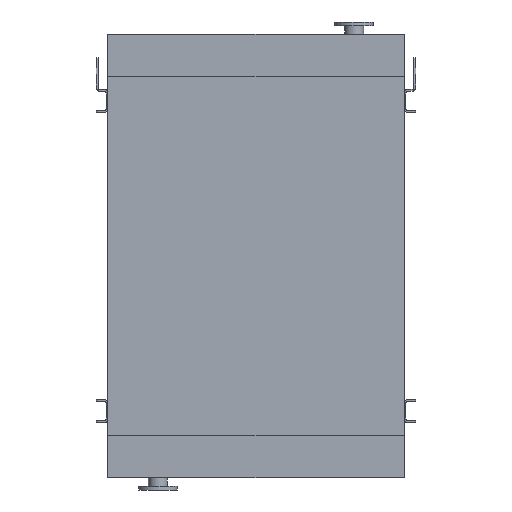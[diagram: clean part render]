
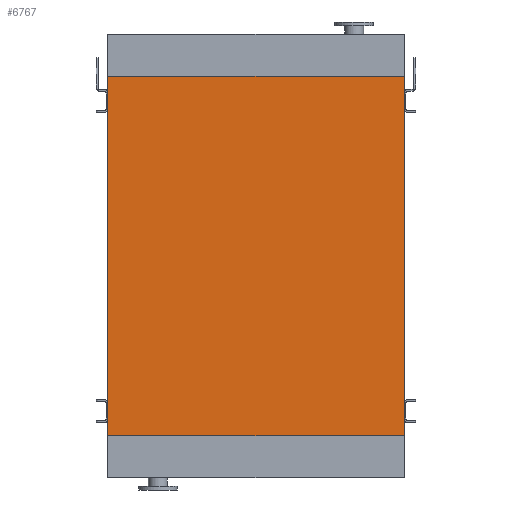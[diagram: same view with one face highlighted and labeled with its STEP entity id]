
A CAD part, front view. The second image highlights one B-rep face of the part: STEP entity #6767.
In plain terms, the highlighted planar face has unit normal (0, -1, 0).
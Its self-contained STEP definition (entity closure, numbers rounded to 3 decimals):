
#847 = LINE ( 'NONE', #1730, #4076 ) ;
#889 = LINE ( 'NONE', #14885, #6963 ) ;
#897 = VERTEX_POINT ( 'NONE', #6233 ) ;
#1730 = CARTESIAN_POINT ( 'NONE',  ( 845., 0., -2050. ) ) ;
#1826 = CARTESIAN_POINT ( 'NONE',  ( -845., 0., -2050. ) ) ;
#2061 = DIRECTION ( 'NONE',  ( 0., 0., 1. ) ) ;
#2290 = EDGE_CURVE ( 'NONE', #8811, #12595, #889, .T. ) ;
#2551 = ORIENTED_EDGE ( 'NONE', *, *, #6454, .F. ) ;
#2788 = DIRECTION ( 'NONE',  ( 1., 0., 0. ) ) ;
#3323 = DIRECTION ( 'NONE',  ( 0., 0., 1. ) ) ;
#3495 = ORIENTED_EDGE ( 'NONE', *, *, #2290, .T. ) ;
#3646 = AXIS2_PLACEMENT_3D ( 'NONE', #1826, #15300, #8015 ) ;
#3874 = VECTOR ( 'NONE', #10857, 1000. ) ;
#4076 = VECTOR ( 'NONE', #3323, 1000. ) ;
#4139 = EDGE_LOOP ( 'NONE', ( #2551, #10118, #3495, #9048 ) ) ;
#4591 = CARTESIAN_POINT ( 'NONE',  ( -845., 0., 0. ) ) ;
#4843 = LINE ( 'NONE', #8099, #10926 ) ;
#6093 = CARTESIAN_POINT ( 'NONE',  ( 845., 0., -2050. ) ) ;
#6233 = CARTESIAN_POINT ( 'NONE',  ( -845., 0., 0. ) ) ;
#6454 = EDGE_CURVE ( 'NONE', #897, #9716, #7106, .T. ) ;
#6767 = ADVANCED_FACE ( 'NONE', ( #9737 ), #6803, .T. ) ;
#6803 = PLANE ( 'NONE',  #3646 ) ;
#6963 = VECTOR ( 'NONE', #2788, 1000. ) ;
#7106 = LINE ( 'NONE', #4591, #3874 ) ;
#7746 = CARTESIAN_POINT ( 'NONE',  ( -845., 0., -2050. ) ) ;
#8015 = DIRECTION ( 'NONE',  ( 0., 0., -1. ) ) ;
#8099 = CARTESIAN_POINT ( 'NONE',  ( -845., 0., -2050. ) ) ;
#8811 = VERTEX_POINT ( 'NONE', #7746 ) ;
#9048 = ORIENTED_EDGE ( 'NONE', *, *, #13953, .T. ) ;
#9716 = VERTEX_POINT ( 'NONE', #15587 ) ;
#9737 = FACE_OUTER_BOUND ( 'NONE', #4139, .T. ) ;
#10118 = ORIENTED_EDGE ( 'NONE', *, *, #13888, .F. ) ;
#10857 = DIRECTION ( 'NONE',  ( 1., 0., 0. ) ) ;
#10926 = VECTOR ( 'NONE', #2061, 1000. ) ;
#12595 = VERTEX_POINT ( 'NONE', #6093 ) ;
#13888 = EDGE_CURVE ( 'NONE', #8811, #897, #4843, .T. ) ;
#13953 = EDGE_CURVE ( 'NONE', #12595, #9716, #847, .T. ) ;
#14885 = CARTESIAN_POINT ( 'NONE',  ( -845., 0., -2050. ) ) ;
#15300 = DIRECTION ( 'NONE',  ( 0., -1., 0. ) ) ;
#15587 = CARTESIAN_POINT ( 'NONE',  ( 845., 0., 0. ) ) ;
